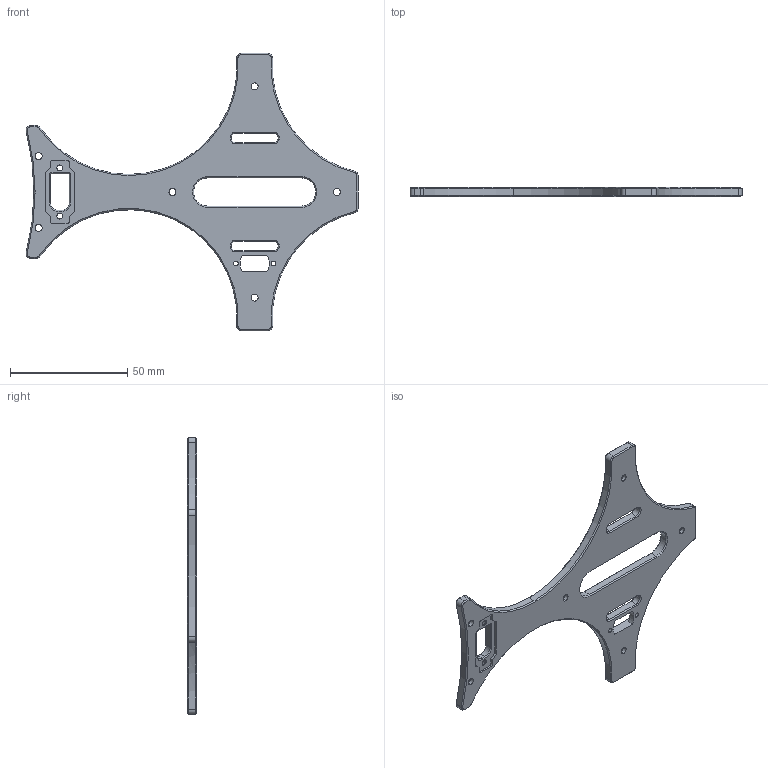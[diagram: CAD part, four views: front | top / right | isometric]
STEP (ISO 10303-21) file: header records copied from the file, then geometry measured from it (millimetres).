
FILE_DESCRIPTION (( 'STEP AP214' ), '1' );
FILE_NAME ('3.5渡狟抯啣.STEP', '2025-05-09T02:13:38', ( '' ), ( '' ), 'SwSTEP 2.0', 'SolidWorks 2020', '' );
FILE_SCHEMA (( 'AUTOMOTIVE_DESIGN' ));
Length unit declared in the file: millimetre
Products named in the file (1): 3.5渡狟抯啣
Bounding box: 141.37 x 4 x 118 mm (x, y, z)
Volume: 19560.6 mm3; surface area: 13105.8 mm2
Topology: 1 solids, 1 shells, 178 faces, 444 edges, 265 vertices
Faces by surface type: cone 64, plane 62, cylinder 52
Entity records: 5345 total; most frequent: DIRECTION 973, CARTESIAN_POINT 906, ORIENTED_EDGE 888, EDGE_CURVE 444, AXIS2_PLACEMENT_3D 352, LINE 269, VECTOR 269, VERTEX_POINT 265
